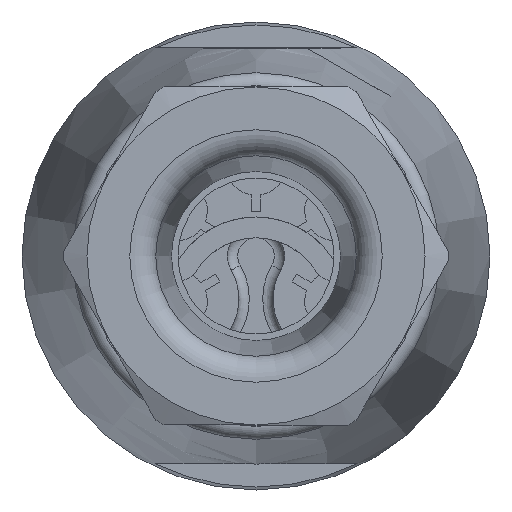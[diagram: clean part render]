
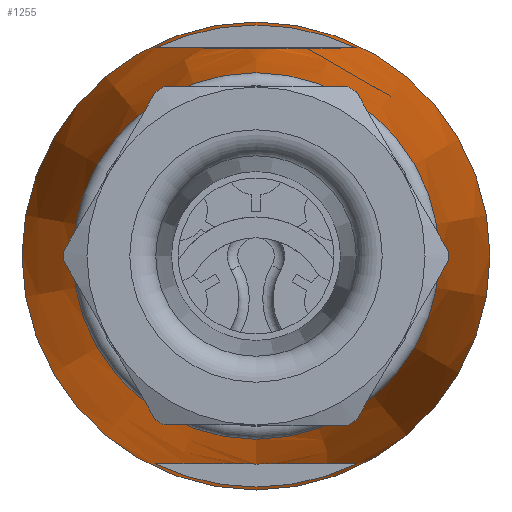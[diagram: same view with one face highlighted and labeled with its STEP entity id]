
A CAD part, left-side view. The second image highlights one B-rep face of the part: STEP entity #1255.
In plain terms, the highlighted conical face has half-angle 6.52 degrees and reference radius 9 mm.
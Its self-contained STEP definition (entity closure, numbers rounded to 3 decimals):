
#177=CONICAL_SURFACE('',#6929,9.,6.52);
#308=FACE_BOUND('',#2165,.T.);
#309=FACE_BOUND('',#2166,.T.);
#310=FACE_BOUND('',#2167,.T.);
#311=FACE_BOUND('',#2168,.T.);
#514=B_SPLINE_CURVE_WITH_KNOTS('',3,(#15561,#15562,#15563,#15564,#15565,
#15566,#15567,#15568,#15569,#15570,#15571,#15572,#15573,#15574,#15575,#15576,
#15577,#15578),.UNSPECIFIED.,.F.,.F.,(4,2,2,2,2,2,2,2,4),(0.,0.25,0.375,
0.438,0.5,0.563,0.625,0.75,1.),.UNSPECIFIED.);
#515=B_SPLINE_CURVE_WITH_KNOTS('',3,(#15583,#15584,#15585,#15586,#15587,
#15588,#15589,#15590,#15591,#15592,#15593,#15594,#15595,#15596,#15597,#15598,
#15599,#15600),.UNSPECIFIED.,.F.,.F.,(4,2,2,2,2,2,2,2,4),(0.,0.25,0.375,
0.438,0.5,0.563,0.625,0.75,1.),.UNSPECIFIED.);
#886=CIRCLE('',#6897,8.886);
#887=CIRCLE('',#6901,8.886);
#889=CIRCLE('',#6905,7.051);
#890=CIRCLE('',#6907,9.);
#1255=ADVANCED_FACE('',(#308,#309,#310,#311),#177,.T.);
#2165=EDGE_LOOP('',(#3556));
#2166=EDGE_LOOP('',(#3557));
#2167=EDGE_LOOP('',(#3558,#3559));
#2168=EDGE_LOOP('',(#3560,#3561));
#3556=ORIENTED_EDGE('',*,*,#5404,.T.);
#3557=ORIENTED_EDGE('',*,*,#5403,.F.);
#3558=ORIENTED_EDGE('',*,*,#5400,.T.);
#3559=ORIENTED_EDGE('',*,*,#5401,.T.);
#3560=ORIENTED_EDGE('',*,*,#5398,.F.);
#3561=ORIENTED_EDGE('',*,*,#5396,.F.);
#4575=VERTEX_POINT('',#15557);
#4576=VERTEX_POINT('',#15558);
#4577=VERTEX_POINT('',#15581);
#4578=VERTEX_POINT('',#15582);
#4580=VERTEX_POINT('',#15608);
#4581=VERTEX_POINT('',#15611);
#5396=EDGE_CURVE('',#4575,#4576,#886,.T.);
#5398=EDGE_CURVE('',#4576,#4575,#514,.T.);
#5400=EDGE_CURVE('',#4577,#4578,#515,.T.);
#5401=EDGE_CURVE('',#4578,#4577,#887,.T.);
#5403=EDGE_CURVE('',#4580,#4580,#889,.T.);
#5404=EDGE_CURVE('',#4581,#4581,#890,.T.);
#6897=AXIS2_PLACEMENT_3D('',#15556,#8405,#8406);
#6901=AXIS2_PLACEMENT_3D('',#15602,#8415,#8416);
#6905=AXIS2_PLACEMENT_3D('',#15607,#8423,#8424);
#6907=AXIS2_PLACEMENT_3D('',#15610,#8427,#8428);
#6929=AXIS2_PLACEMENT_3D('',#15643,#8471,#8472);
#8405=DIRECTION('',(-1.,0.,0.));
#8406=DIRECTION('',(0.,1.,0.));
#8415=DIRECTION('',(1.,0.,0.));
#8416=DIRECTION('',(0.,-1.,0.));
#8423=DIRECTION('',(-1.,0.,0.));
#8424=DIRECTION('',(0.,0.,-1.));
#8427=DIRECTION('',(-1.,0.,0.));
#8428=DIRECTION('',(0.,0.,-1.));
#8471=DIRECTION('',(1.,0.,0.));
#8472=DIRECTION('',(0.,0.,1.));
#15556=CARTESIAN_POINT('',(-1.5,0.,0.));
#15557=CARTESIAN_POINT('',(-1.5,-3.867,8.));
#15558=CARTESIAN_POINT('',(-1.5,3.867,8.));
#15561=CARTESIAN_POINT('',(-1.5,3.867,8.));
#15562=CARTESIAN_POINT('',(-2.925,3.493,8.));
#15563=CARTESIAN_POINT('',(-4.341,3.088,8.));
#15564=CARTESIAN_POINT('',(-6.42,2.311,8.));
#15565=CARTESIAN_POINT('',(-7.115,2.023,8.));
#15566=CARTESIAN_POINT('',(-8.091,1.473,8.));
#15567=CARTESIAN_POINT('',(-8.405,1.272,8.));
#15568=CARTESIAN_POINT('',(-8.962,0.769,8.));
#15569=CARTESIAN_POINT('',(-9.222,0.445,8.));
#15570=CARTESIAN_POINT('',(-9.274,-0.324,8.));
#15571=CARTESIAN_POINT('',(-9.041,-0.673,8.));
#15572=CARTESIAN_POINT('',(-8.5,-1.203,8.));
#15573=CARTESIAN_POINT('',(-8.18,-1.416,8.));
#15574=CARTESIAN_POINT('',(-7.205,-1.983,8.));
#15575=CARTESIAN_POINT('',(-6.506,-2.276,8.));
#15576=CARTESIAN_POINT('',(-4.392,-3.074,8.));
#15577=CARTESIAN_POINT('',(-2.95,-3.487,8.));
#15578=CARTESIAN_POINT('',(-1.5,-3.867,8.));
#15581=CARTESIAN_POINT('',(-1.5,3.867,-8.));
#15582=CARTESIAN_POINT('',(-1.5,-3.867,-8.));
#15583=CARTESIAN_POINT('',(-1.5,3.867,-8.));
#15584=CARTESIAN_POINT('',(-2.925,3.493,-8.));
#15585=CARTESIAN_POINT('',(-4.341,3.088,-8.));
#15586=CARTESIAN_POINT('',(-6.42,2.311,-8.));
#15587=CARTESIAN_POINT('',(-7.115,2.023,-8.));
#15588=CARTESIAN_POINT('',(-8.091,1.473,-8.));
#15589=CARTESIAN_POINT('',(-8.405,1.272,-8.));
#15590=CARTESIAN_POINT('',(-8.962,0.769,-8.));
#15591=CARTESIAN_POINT('',(-9.222,0.445,-8.));
#15592=CARTESIAN_POINT('',(-9.274,-0.324,-8.));
#15593=CARTESIAN_POINT('',(-9.041,-0.673,-8.));
#15594=CARTESIAN_POINT('',(-8.5,-1.203,-8.));
#15595=CARTESIAN_POINT('',(-8.18,-1.416,-8.));
#15596=CARTESIAN_POINT('',(-7.205,-1.983,-8.));
#15597=CARTESIAN_POINT('',(-6.506,-2.276,-8.));
#15598=CARTESIAN_POINT('',(-4.392,-3.074,-8.));
#15599=CARTESIAN_POINT('',(-2.95,-3.487,-8.));
#15600=CARTESIAN_POINT('',(-1.5,-3.867,-8.));
#15602=CARTESIAN_POINT('',(-1.5,0.,0.));
#15607=CARTESIAN_POINT('',(-17.557,0.,0.));
#15608=CARTESIAN_POINT('',(-17.557,0.,-7.051));
#15610=CARTESIAN_POINT('',(-0.5,0.,0.));
#15611=CARTESIAN_POINT('',(-0.5,0.,-9.));
#15643=CARTESIAN_POINT('',(-0.5,0.,0.));
